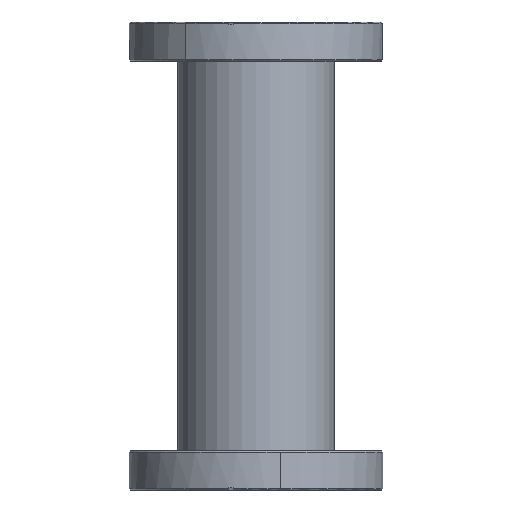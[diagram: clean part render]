
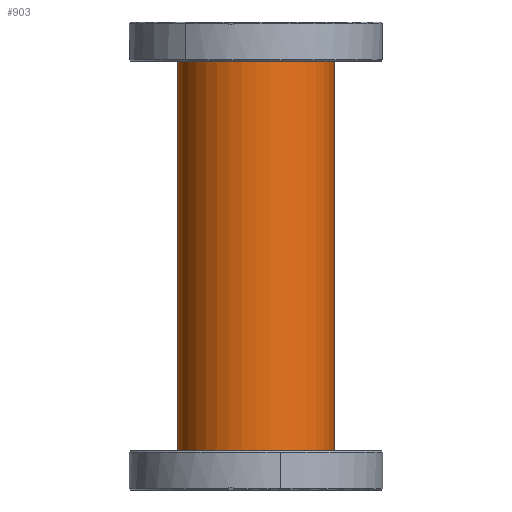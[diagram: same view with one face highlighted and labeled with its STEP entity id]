
A CAD part, front view. The second image highlights one B-rep face of the part: STEP entity #903.
In plain terms, the highlighted cylindrical face has radius 35 mm (diameter 70 mm), a partial arc.
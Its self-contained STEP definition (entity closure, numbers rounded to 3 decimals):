
#12 = CARTESIAN_POINT ( 'NONE',  ( 35., 0., 0. ) ) ;
#144 = DIRECTION ( 'NONE',  ( 1., 0., 0. ) ) ;
#148 = LINE ( 'NONE', #2410, #2225 ) ;
#161 = DIRECTION ( 'NONE',  ( 0., 0., -1. ) ) ;
#243 = VERTEX_POINT ( 'NONE', #801 ) ;
#372 = CARTESIAN_POINT ( 'NONE',  ( -35., 0., 190.6 ) ) ;
#711 = CIRCLE ( 'NONE', #2332, 35. ) ;
#755 = CARTESIAN_POINT ( 'NONE',  ( 0., 0., 190.6 ) ) ;
#772 = EDGE_CURVE ( 'NONE', #1708, #1378, #148, .T. ) ;
#801 = CARTESIAN_POINT ( 'NONE',  ( -35., 0., 0. ) ) ;
#819 = EDGE_CURVE ( 'NONE', #1796, #243, #1610, .T. ) ;
#853 = EDGE_CURVE ( 'NONE', #1796, #1708, #711, .T. ) ;
#888 = EDGE_CURVE ( 'NONE', #243, #1378, #2104, .T. ) ;
#903 = ADVANCED_FACE ( 'NONE', ( #1548 ), #1481, .T. ) ;
#1070 = VECTOR ( 'NONE', #1449, 1000. ) ;
#1247 = ORIENTED_EDGE ( 'NONE', *, *, #888, .T. ) ;
#1378 = VERTEX_POINT ( 'NONE', #12 ) ;
#1449 = DIRECTION ( 'NONE',  ( 0., 0., -1. ) ) ;
#1463 = ORIENTED_EDGE ( 'NONE', *, *, #819, .T. ) ;
#1481 = CYLINDRICAL_SURFACE ( 'NONE', #2317, 35. ) ;
#1548 = FACE_OUTER_BOUND ( 'NONE', #2450, .T. ) ;
#1592 = ORIENTED_EDGE ( 'NONE', *, *, #853, .F. ) ;
#1604 = DIRECTION ( 'NONE',  ( 0., 0., 1. ) ) ;
#1610 = LINE ( 'NONE', #372, #1070 ) ;
#1650 = CARTESIAN_POINT ( 'NONE',  ( 0., 0., 190.6 ) ) ;
#1698 = ORIENTED_EDGE ( 'NONE', *, *, #772, .F. ) ;
#1708 = VERTEX_POINT ( 'NONE', #2570 ) ;
#1796 = VERTEX_POINT ( 'NONE', #1904 ) ;
#1819 = DIRECTION ( 'NONE',  ( 0., 0., -1. ) ) ;
#1830 = CARTESIAN_POINT ( 'NONE',  ( 0., 0., 0. ) ) ;
#1879 = DIRECTION ( 'NONE',  ( 1., 0., 0. ) ) ;
#1904 = CARTESIAN_POINT ( 'NONE',  ( -35., 0., 190.6 ) ) ;
#2104 = CIRCLE ( 'NONE', #2200, 35. ) ;
#2200 = AXIS2_PLACEMENT_3D ( 'NONE', #1830, #1604, #1879 ) ;
#2225 = VECTOR ( 'NONE', #1819, 1000. ) ;
#2251 = DIRECTION ( 'NONE',  ( 0., 0., 1. ) ) ;
#2294 = DIRECTION ( 'NONE',  ( -1., 0., 0. ) ) ;
#2317 = AXIS2_PLACEMENT_3D ( 'NONE', #1650, #161, #2294 ) ;
#2332 = AXIS2_PLACEMENT_3D ( 'NONE', #755, #2251, #144 ) ;
#2410 = CARTESIAN_POINT ( 'NONE',  ( 35., 0., 190.6 ) ) ;
#2450 = EDGE_LOOP ( 'NONE', ( #1698, #1592, #1463, #1247 ) ) ;
#2570 = CARTESIAN_POINT ( 'NONE',  ( 35., 0., 190.6 ) ) ;
